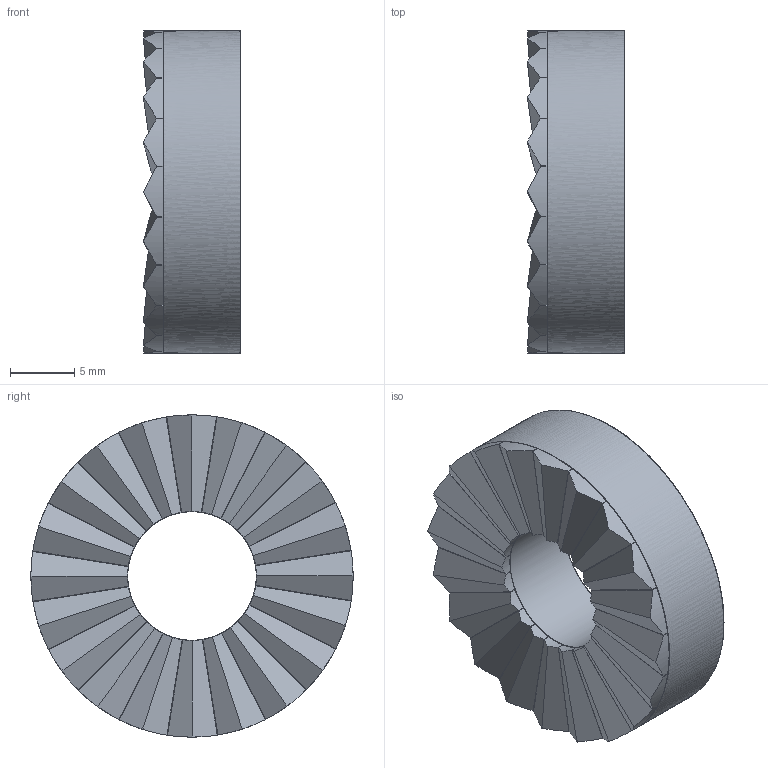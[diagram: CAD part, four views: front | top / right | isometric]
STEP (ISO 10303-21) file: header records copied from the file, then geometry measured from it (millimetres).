
FILE_DESCRIPTION(/* description */ (''),/* implementation_level */ '2;1');
FILE_NAME(/* name */ 'BOB v1.step',/* time_stamp */ '2023-01-23T16:20:09+01:00',/* author */ (''),/* organization */ (''),/* preprocessor_version */ 'ST-DEVELOPER v19',/* originating_system */ 'Autodesk Translation Framework v11.7.0.108',/* authorisation */ '');
FILE_SCHEMA (('AUTOMOTIVE_DESIGN { 1 0 10303 214 3 1 1 }'));
Length unit declared in the file: millimetre
Products named in the file (1): BOB
Bounding box: 7.5 x 25 x 25 mm (x, y, z)
Surface area: 29990.7 mm2
Topology: 20 solids, 20 shells, 180 faces, 480 edges, 320 vertices
Faces by surface type: plane 140, cylinder 40
Full cylindrical faces by diameter (mm): 10 x20, 25 x20
Entity records: 5798 total; most frequent: DIRECTION 1062, CARTESIAN_POINT 981, ORIENTED_EDGE 960, EDGE_CURVE 480, AXIS2_PLACEMENT_3D 401, VERTEX_POINT 320, LINE 260, VECTOR 260
